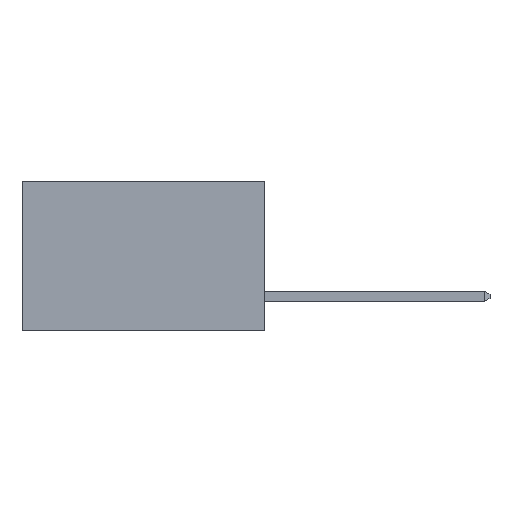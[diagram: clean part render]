
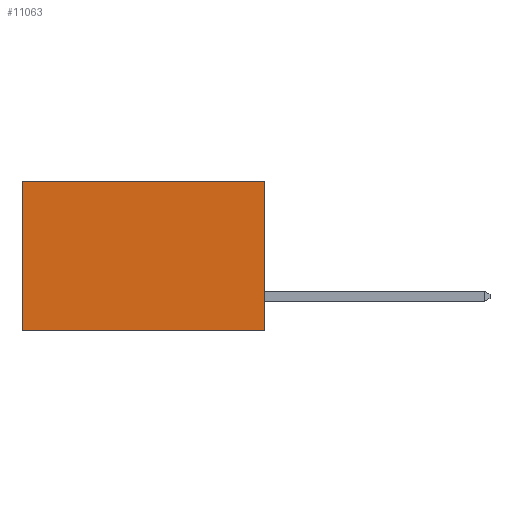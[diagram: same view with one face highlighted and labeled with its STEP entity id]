
A CAD part, left-side view. The second image highlights one B-rep face of the part: STEP entity #11063.
In plain terms, the highlighted planar face has unit normal (-1, 0, 0).
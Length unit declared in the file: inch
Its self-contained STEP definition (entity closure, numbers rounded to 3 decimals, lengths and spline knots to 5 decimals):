
#662 = LINE ( 'NONE', #6853, #8562 ) ;
#710 = ORIENTED_EDGE ( 'NONE', *, *, #2700, .T. ) ;
#967 = CARTESIAN_POINT ( 'NONE',  ( 0.2615, 0.6, -0.37 ) ) ;
#982 = CARTESIAN_POINT ( 'NONE',  ( 0.2615, 0.6, 0. ) ) ;
#1404 = LINE ( 'NONE', #11938, #11898 ) ;
#1608 = DIRECTION ( 'NONE',  ( 0., 0., -1. ) ) ;
#2522 = DIRECTION ( 'NONE',  ( 0., 1., 0. ) ) ;
#2700 = EDGE_CURVE ( 'NONE', #9763, #10247, #1404, .T. ) ;
#3078 = FACE_OUTER_BOUND ( 'NONE', #6689, .T. ) ;
#3699 = EDGE_CURVE ( 'NONE', #9763, #11529, #3916, .T. ) ;
#3916 = LINE ( 'NONE', #10323, #6657 ) ;
#4534 = CARTESIAN_POINT ( 'NONE',  ( 0.2615, 0., -0.37 ) ) ;
#5288 = VECTOR ( 'NONE', #8182, 39.37008 ) ;
#5453 = LINE ( 'NONE', #5994, #5288 ) ;
#5647 = DIRECTION ( 'NONE',  ( 1., 0., 0. ) ) ;
#5695 = CARTESIAN_POINT ( 'NONE',  ( 0.2615, 0., -0.37 ) ) ;
#5994 = CARTESIAN_POINT ( 'NONE',  ( 0.2615, 0.6, -0.37 ) ) ;
#6154 = DIRECTION ( 'NONE',  ( 0., 0., -1. ) ) ;
#6524 = EDGE_CURVE ( 'NONE', #11529, #12327, #662, .T. ) ;
#6657 = VECTOR ( 'NONE', #6154, 39.37008 ) ;
#6689 = EDGE_LOOP ( 'NONE', ( #10156, #9897, #7799, #710 ) ) ;
#6853 = CARTESIAN_POINT ( 'NONE',  ( 0.2615, 0., -0.37 ) ) ;
#7799 = ORIENTED_EDGE ( 'NONE', *, *, #3699, .F. ) ;
#8182 = DIRECTION ( 'NONE',  ( 0., 0., -1. ) ) ;
#8562 = VECTOR ( 'NONE', #9898, 39.37008 ) ;
#9763 = VERTEX_POINT ( 'NONE', #11385 ) ;
#9897 = ORIENTED_EDGE ( 'NONE', *, *, #6524, .F. ) ;
#9898 = DIRECTION ( 'NONE',  ( 0., 1., 0. ) ) ;
#9910 = PLANE ( 'NONE',  #13075 ) ;
#10156 = ORIENTED_EDGE ( 'NONE', *, *, #12282, .T. ) ;
#10247 = VERTEX_POINT ( 'NONE', #982 ) ;
#10323 = CARTESIAN_POINT ( 'NONE',  ( 0.2615, 0., -0.37 ) ) ;
#11063 = ADVANCED_FACE ( 'NONE', ( #3078 ), #9910, .F. ) ;
#11385 = CARTESIAN_POINT ( 'NONE',  ( 0.2615, 0., 0. ) ) ;
#11529 = VERTEX_POINT ( 'NONE', #4534 ) ;
#11898 = VECTOR ( 'NONE', #2522, 39.37008 ) ;
#11938 = CARTESIAN_POINT ( 'NONE',  ( 0.2615, 0., 0. ) ) ;
#12282 = EDGE_CURVE ( 'NONE', #10247, #12327, #5453, .T. ) ;
#12327 = VERTEX_POINT ( 'NONE', #967 ) ;
#13075 = AXIS2_PLACEMENT_3D ( 'NONE', #5695, #5647, #1608 ) ;
